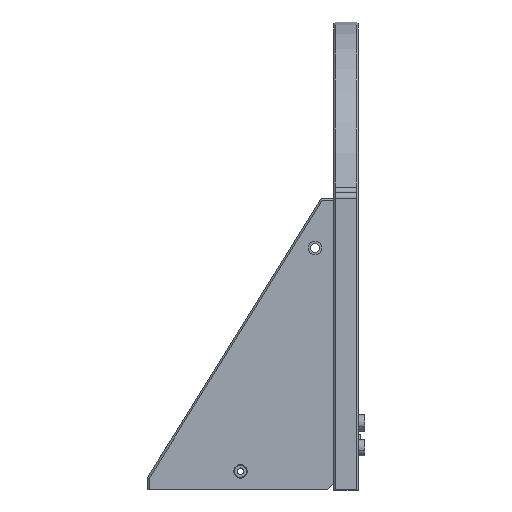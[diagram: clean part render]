
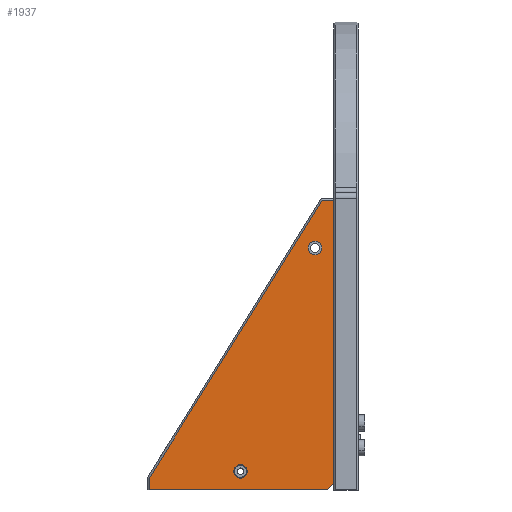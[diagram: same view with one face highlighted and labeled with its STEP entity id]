
A CAD part, front view. The second image highlights one B-rep face of the part: STEP entity #1937.
In plain terms, the highlighted planar face has unit normal (0, -1, 0).
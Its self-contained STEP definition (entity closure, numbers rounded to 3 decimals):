
#34 = CARTESIAN_POINT ( 'NONE',  ( -623.462, -205., -216.178 ) ) ;
#137 = CARTESIAN_POINT ( 'NONE',  ( -489.962, -205., -26.678 ) ) ;
#149 = CARTESIAN_POINT ( 'NONE',  ( -623.462, -205., -216.178 ) ) ;
#329 = DIRECTION ( 'NONE',  ( 0., 1., 0. ) ) ;
#438 = VERTEX_POINT ( 'NONE', #9101 ) ;
#726 = EDGE_CURVE ( 'NONE', #7369, #3444, #5860, .T. ) ;
#956 = VERTEX_POINT ( 'NONE', #7692 ) ;
#1040 = LINE ( 'NONE', #5311, #1211 ) ;
#1136 = LINE ( 'NONE', #2661, #3809 ) ;
#1139 = CIRCLE ( 'NONE', #6145, 5.5 ) ;
#1211 = VECTOR ( 'NONE', #7022, 1000. ) ;
#1221 = LINE ( 'NONE', #6369, #1720 ) ;
#1243 = LINE ( 'NONE', #4239, #2913 ) ;
#1535 = EDGE_CURVE ( 'NONE', #956, #3798, #8352, .T. ) ;
#1566 = EDGE_CURVE ( 'NONE', #7852, #9713, #1136, .T. ) ;
#1638 = DIRECTION ( 'NONE',  ( 0., -1., 0. ) ) ;
#1714 = EDGE_LOOP ( 'NONE', ( #8889, #7515, #9216, #4263, #6003, #3139 ) ) ;
#1720 = VECTOR ( 'NONE', #5085, 1000. ) ;
#1914 = FACE_BOUND ( 'NONE', #5528, .T. ) ;
#1937 = ADVANCED_FACE ( 'NONE', ( #1914, #8584, #6218 ), #2600, .F. ) ;
#2027 = CARTESIAN_POINT ( 'NONE',  ( -474.962, -205., 17.322 ) ) ;
#2600 = PLANE ( 'NONE',  #9147 ) ;
#2661 = CARTESIAN_POINT ( 'NONE',  ( -474.962, -205., -216.178 ) ) ;
#2707 = CARTESIAN_POINT ( 'NONE',  ( -549.962, -205., -201.178 ) ) ;
#2828 = EDGE_CURVE ( 'NONE', #2862, #438, #1243, .T. ) ;
#2848 = VERTEX_POINT ( 'NONE', #8555 ) ;
#2862 = VERTEX_POINT ( 'NONE', #4137 ) ;
#2894 = EDGE_LOOP ( 'NONE', ( #4516, #6091 ) ) ;
#2913 = VECTOR ( 'NONE', #5703, 1000. ) ;
#2929 = DIRECTION ( 'NONE',  ( 0., 0., -1. ) ) ;
#2999 = CARTESIAN_POINT ( 'NONE',  ( -489.962, -205., -21.178 ) ) ;
#3139 = ORIENTED_EDGE ( 'NONE', *, *, #7889, .T. ) ;
#3210 = DIRECTION ( 'NONE',  ( 0., 0., -1. ) ) ;
#3261 = DIRECTION ( 'NONE',  ( 0., -1., 0. ) ) ;
#3444 = VERTEX_POINT ( 'NONE', #137 ) ;
#3446 = CARTESIAN_POINT ( 'NONE',  ( -549.962, -205., -195.678 ) ) ;
#3641 = AXIS2_PLACEMENT_3D ( 'NONE', #3888, #1638, #4623 ) ;
#3798 = VERTEX_POINT ( 'NONE', #3446 ) ;
#3809 = VECTOR ( 'NONE', #5652, 1000. ) ;
#3888 = CARTESIAN_POINT ( 'NONE',  ( -549.962, -205., -201.178 ) ) ;
#4032 = CARTESIAN_POINT ( 'NONE',  ( -479.962, -205., -216.178 ) ) ;
#4137 = CARTESIAN_POINT ( 'NONE',  ( -484.129, -205., 17.322 ) ) ;
#4239 = CARTESIAN_POINT ( 'NONE',  ( -586.309, -205., -146.896 ) ) ;
#4263 = ORIENTED_EDGE ( 'NONE', *, *, #8186, .T. ) ;
#4408 = VERTEX_POINT ( 'NONE', #2027 ) ;
#4516 = ORIENTED_EDGE ( 'NONE', *, *, #726, .F. ) ;
#4583 = VECTOR ( 'NONE', #2929, 1000. ) ;
#4623 = DIRECTION ( 'NONE',  ( 0., 0., 1. ) ) ;
#4730 = LINE ( 'NONE', #7693, #6709 ) ;
#5085 = DIRECTION ( 'NONE',  ( -1., 0., 0. ) ) ;
#5311 = CARTESIAN_POINT ( 'NONE',  ( -479.962, -205., -216.178 ) ) ;
#5362 = DIRECTION ( 'NONE',  ( 0., 0., 1. ) ) ;
#5528 = EDGE_LOOP ( 'NONE', ( #8084, #7614 ) ) ;
#5582 = DIRECTION ( 'NONE',  ( 0., 0., 1. ) ) ;
#5652 = DIRECTION ( 'NONE',  ( -1., 0., 0. ) ) ;
#5703 = DIRECTION ( 'NONE',  ( -0.528, 0., -0.849 ) ) ;
#5794 = EDGE_CURVE ( 'NONE', #4408, #2862, #1221, .T. ) ;
#5860 = CIRCLE ( 'NONE', #6942, 5.5 ) ;
#5998 = EDGE_CURVE ( 'NONE', #4408, #2848, #4730, .T. ) ;
#6003 = ORIENTED_EDGE ( 'NONE', *, *, #1566, .F. ) ;
#6091 = ORIENTED_EDGE ( 'NONE', *, *, #8236, .F. ) ;
#6145 = AXIS2_PLACEMENT_3D ( 'NONE', #9305, #3261, #5582 ) ;
#6218 = FACE_OUTER_BOUND ( 'NONE', #1714, .T. ) ;
#6369 = CARTESIAN_POINT ( 'NONE',  ( -474.962, -205., 17.322 ) ) ;
#6709 = VECTOR ( 'NONE', #3210, 1000. ) ;
#6755 = LINE ( 'NONE', #34, #4583 ) ;
#6846 = CIRCLE ( 'NONE', #8103, 5.5 ) ;
#6942 = AXIS2_PLACEMENT_3D ( 'NONE', #2999, #7482, #5362 ) ;
#7022 = DIRECTION ( 'NONE',  ( 0.707, 0., 0.707 ) ) ;
#7058 = CARTESIAN_POINT ( 'NONE',  ( -474.962, -205., -216.178 ) ) ;
#7369 = VERTEX_POINT ( 'NONE', #8273 ) ;
#7482 = DIRECTION ( 'NONE',  ( 0., -1., 0. ) ) ;
#7515 = ORIENTED_EDGE ( 'NONE', *, *, #5794, .T. ) ;
#7614 = ORIENTED_EDGE ( 'NONE', *, *, #1535, .F. ) ;
#7692 = CARTESIAN_POINT ( 'NONE',  ( -549.962, -205., -206.678 ) ) ;
#7693 = CARTESIAN_POINT ( 'NONE',  ( -474.962, -205., 18.822 ) ) ;
#7852 = VERTEX_POINT ( 'NONE', #4032 ) ;
#7889 = EDGE_CURVE ( 'NONE', #7852, #2848, #1040, .T. ) ;
#8055 = EDGE_CURVE ( 'NONE', #3798, #956, #6846, .T. ) ;
#8084 = ORIENTED_EDGE ( 'NONE', *, *, #8055, .F. ) ;
#8103 = AXIS2_PLACEMENT_3D ( 'NONE', #2707, #8552, #8876 ) ;
#8186 = EDGE_CURVE ( 'NONE', #438, #9713, #6755, .T. ) ;
#8236 = EDGE_CURVE ( 'NONE', #3444, #7369, #1139, .T. ) ;
#8273 = CARTESIAN_POINT ( 'NONE',  ( -489.962, -205., -15.678 ) ) ;
#8352 = CIRCLE ( 'NONE', #3641, 5.5 ) ;
#8552 = DIRECTION ( 'NONE',  ( 0., -1., 0. ) ) ;
#8555 = CARTESIAN_POINT ( 'NONE',  ( -474.962, -205., -211.178 ) ) ;
#8584 = FACE_BOUND ( 'NONE', #2894, .T. ) ;
#8876 = DIRECTION ( 'NONE',  ( 0., 0., 1. ) ) ;
#8889 = ORIENTED_EDGE ( 'NONE', *, *, #5998, .F. ) ;
#9101 = CARTESIAN_POINT ( 'NONE',  ( -623.462, -205., -206.607 ) ) ;
#9147 = AXIS2_PLACEMENT_3D ( 'NONE', #7058, #329, #9269 ) ;
#9216 = ORIENTED_EDGE ( 'NONE', *, *, #2828, .T. ) ;
#9269 = DIRECTION ( 'NONE',  ( 0., 0., -1. ) ) ;
#9305 = CARTESIAN_POINT ( 'NONE',  ( -489.962, -205., -21.178 ) ) ;
#9713 = VERTEX_POINT ( 'NONE', #149 ) ;
